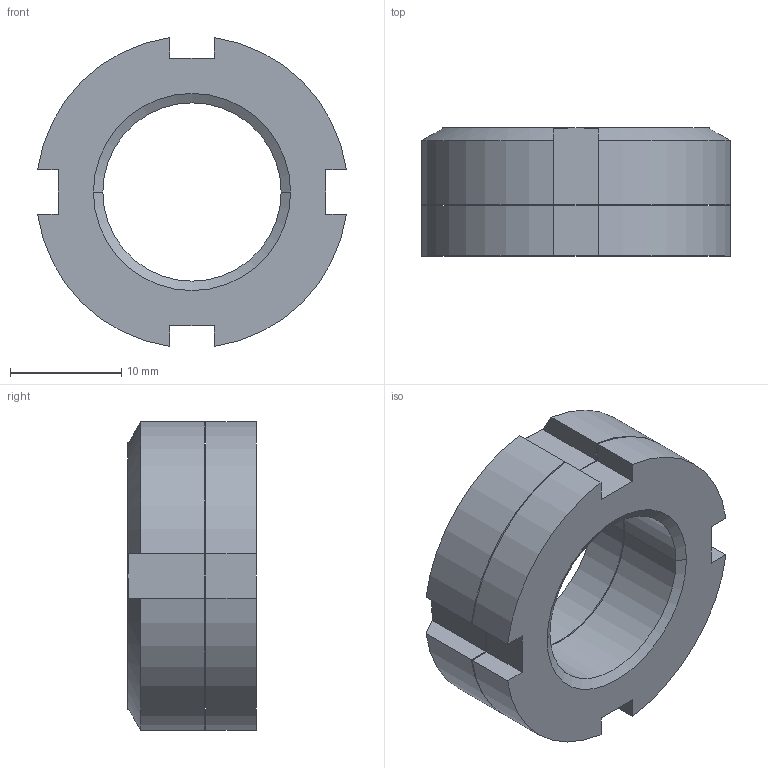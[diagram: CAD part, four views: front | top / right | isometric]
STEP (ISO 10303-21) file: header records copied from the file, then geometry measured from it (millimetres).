
FILE_DESCRIPTION((''),'2;1');
FILE_NAME('1RSTD0172____0','2019-10-29T15:17:12',('kim.bk'),(''),'CREO PARAMETRIC BY PTC INC, 2019010','CREO PARAMETRIC BY PTC INC, 2019010','');
FILE_SCHEMA(('CONFIG_CONTROL_DESIGN'));
Length unit declared in the file: millimetre
Products named in the file (1): 1RSTD0172____0
Bounding box: 27.71 x 11.5 x 27.71 mm (x, y, z)
Volume: 4264.9 mm3; surface area: 3501.5 mm2
Topology: 2 solids, 2 shells, 330 faces, 916 edges, 608 vertices
Faces by surface type: plane 306, cone 12, cylinder 12
Entity records: 10424 total; most frequent: CARTESIAN_POINT 1910, ORIENTED_EDGE 1832, DIRECTION 1600, EDGE_CURVE 916, VECTOR 860, LINE 860, VERTEX_POINT 608, AXIS2_PLACEMENT_3D 370
